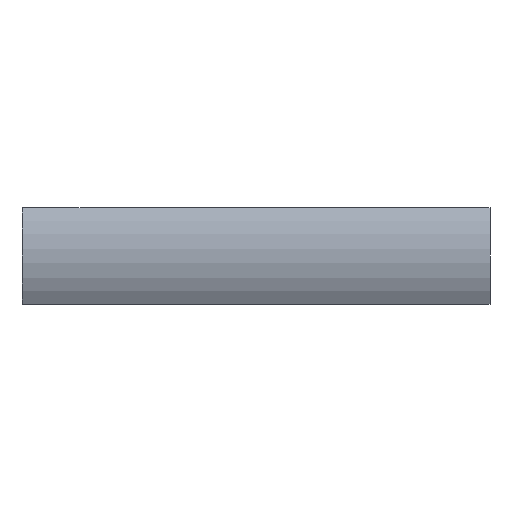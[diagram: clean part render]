
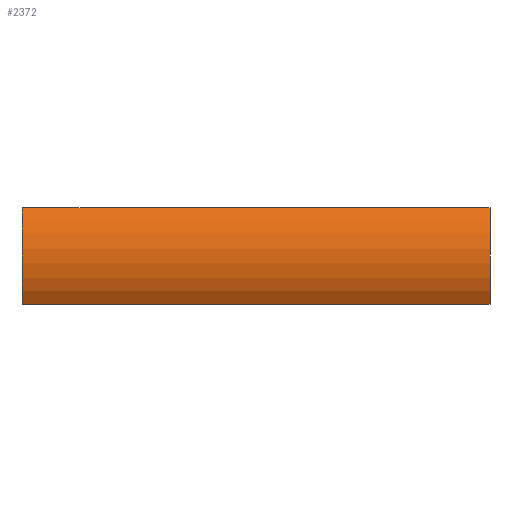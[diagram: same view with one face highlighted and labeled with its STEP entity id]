
A CAD part, left-side view. The second image highlights one B-rep face of the part: STEP entity #2372.
In plain terms, the highlighted cylindrical face has radius 11.75 mm (diameter 23.5 mm), a partial arc.
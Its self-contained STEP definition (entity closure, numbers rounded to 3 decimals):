
#39 = DIRECTION ( 'NONE',  ( 0., 1., 0. ) ) ;
#58 = CARTESIAN_POINT ( 'NONE',  ( -21., -41.5, -6.25 ) ) ;
#174 = DIRECTION ( 'NONE',  ( 0., 0., 1. ) ) ;
#270 = CIRCLE ( 'NONE', #859, 11.75 ) ;
#320 = LINE ( 'NONE', #1982, #948 ) ;
#322 = AXIS2_PLACEMENT_3D ( 'NONE', #1332, #2784, #2305 ) ;
#356 = LINE ( 'NONE', #1121, #2290 ) ;
#437 = VERTEX_POINT ( 'NONE', #2253 ) ;
#483 = ORIENTED_EDGE ( 'NONE', *, *, #2198, .T. ) ;
#645 = EDGE_CURVE ( 'NONE', #1278, #2559, #356, .T. ) ;
#859 = AXIS2_PLACEMENT_3D ( 'NONE', #2354, #898, #2605 ) ;
#897 = EDGE_CURVE ( 'NONE', #1543, #437, #320, .T. ) ;
#898 = DIRECTION ( 'NONE',  ( 0., -1., 0. ) ) ;
#948 = VECTOR ( 'NONE', #39, 1000. ) ;
#1110 = DIRECTION ( 'NONE',  ( 0., 1., 0. ) ) ;
#1117 = CARTESIAN_POINT ( 'NONE',  ( -21., -41.5, 6.25 ) ) ;
#1121 = CARTESIAN_POINT ( 'NONE',  ( -21., -41.5, 6.25 ) ) ;
#1146 = ORIENTED_EDGE ( 'NONE', *, *, #645, .T. ) ;
#1237 = EDGE_CURVE ( 'NONE', #1278, #1543, #1637, .T. ) ;
#1278 = VERTEX_POINT ( 'NONE', #1117 ) ;
#1308 = AXIS2_PLACEMENT_3D ( 'NONE', #3049, #1628, #174 ) ;
#1332 = CARTESIAN_POINT ( 'NONE',  ( -11.05, -41.5, 0. ) ) ;
#1543 = VERTEX_POINT ( 'NONE', #58 ) ;
#1628 = DIRECTION ( 'NONE',  ( 0., -1., 0. ) ) ;
#1637 = CIRCLE ( 'NONE', #1308, 11.75 ) ;
#1694 = CARTESIAN_POINT ( 'NONE',  ( -21., 19., 6.25 ) ) ;
#1871 = ORIENTED_EDGE ( 'NONE', *, *, #1237, .F. ) ;
#1982 = CARTESIAN_POINT ( 'NONE',  ( -21., -41.5, -6.25 ) ) ;
#2162 = CYLINDRICAL_SURFACE ( 'NONE', #322, 11.75 ) ;
#2198 = EDGE_CURVE ( 'NONE', #2559, #437, #270, .T. ) ;
#2253 = CARTESIAN_POINT ( 'NONE',  ( -21., 19., -6.25 ) ) ;
#2287 = EDGE_LOOP ( 'NONE', ( #483, #2994, #1871, #1146 ) ) ;
#2290 = VECTOR ( 'NONE', #1110, 1000. ) ;
#2305 = DIRECTION ( 'NONE',  ( 0., 0., 1. ) ) ;
#2354 = CARTESIAN_POINT ( 'NONE',  ( -11.05, 19., 0. ) ) ;
#2372 = ADVANCED_FACE ( 'NONE', ( #2867 ), #2162, .T. ) ;
#2559 = VERTEX_POINT ( 'NONE', #1694 ) ;
#2605 = DIRECTION ( 'NONE',  ( 0., 0., 1. ) ) ;
#2784 = DIRECTION ( 'NONE',  ( 0., 1., 0. ) ) ;
#2867 = FACE_OUTER_BOUND ( 'NONE', #2287, .T. ) ;
#2994 = ORIENTED_EDGE ( 'NONE', *, *, #897, .F. ) ;
#3049 = CARTESIAN_POINT ( 'NONE',  ( -11.05, -41.5, 0. ) ) ;
